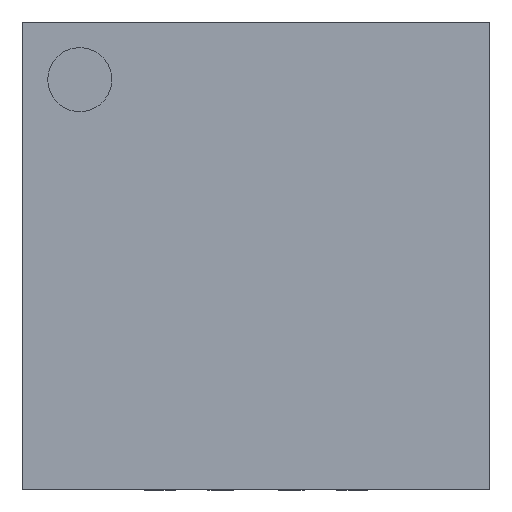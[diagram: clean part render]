
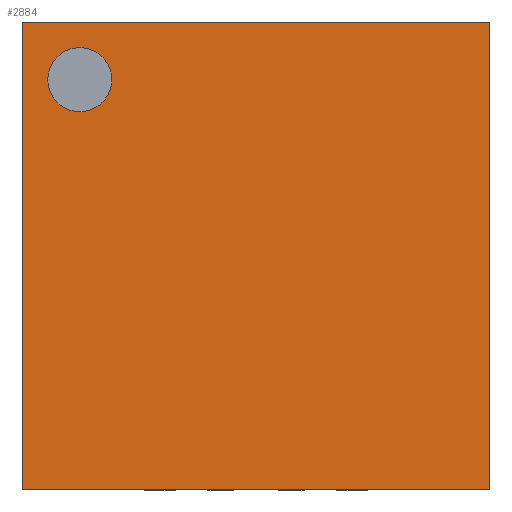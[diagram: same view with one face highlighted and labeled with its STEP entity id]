
A CAD part, top view. The second image highlights one B-rep face of the part: STEP entity #2884.
In plain terms, the highlighted planar face has unit normal (0, 0, 1).
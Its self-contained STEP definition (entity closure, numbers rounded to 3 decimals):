
#854=CARTESIAN_POINT('',(-1.125,1.375,1.0));
#855=VERTEX_POINT('',#854);
#864=CARTESIAN_POINT('',(-1.625,1.375,1.0));
#865=VERTEX_POINT('',#864);
#866=CARTESIAN_POINT('',(-1.375,1.375,1.0));
#867=DIRECTION('',(0.0,0.0,-1.0));
#868=DIRECTION('',(1.0,0.0,0.0));
#869=AXIS2_PLACEMENT_3D('',#866,#867,#868);
#870=CIRCLE('',#869,0.25);
#871=EDGE_CURVE('',#865,#855,#870,.T.);
#905=CARTESIAN_POINT('',(-1.375,1.375,1.0));
#906=DIRECTION('',(0.0,0.0,-1.0));
#907=DIRECTION('',(1.0,0.0,0.0));
#908=AXIS2_PLACEMENT_3D('',#905,#906,#907);
#909=CIRCLE('',#908,0.25);
#910=EDGE_CURVE('',#855,#865,#909,.T.);
#2635=CARTESIAN_POINT('',(-1.825,1.825,1.0));
#2636=VERTEX_POINT('',#2635);
#2643=CARTESIAN_POINT('',(1.825,1.825,1.0));
#2644=VERTEX_POINT('',#2643);
#2645=CARTESIAN_POINT('',(-1.825,1.825,1.0));
#2646=DIRECTION('',(1.0,0.0,0.0));
#2647=VECTOR('',#2646,3.65);
#2648=LINE('',#2645,#2647);
#2649=EDGE_CURVE('',#2636,#2644,#2648,.T.);
#2728=CARTESIAN_POINT('',(1.825,-1.825,1.0));
#2729=VERTEX_POINT('',#2728);
#2730=CARTESIAN_POINT('',(1.825,1.825,1.0));
#2731=DIRECTION('',(0.0,-1.0,0.0));
#2732=VECTOR('',#2731,3.65);
#2733=LINE('',#2730,#2732);
#2734=EDGE_CURVE('',#2644,#2729,#2733,.T.);
#2777=CARTESIAN_POINT('',(-1.825,-1.825,1.0));
#2778=VERTEX_POINT('',#2777);
#2779=CARTESIAN_POINT('',(1.825,-1.825,1.0));
#2780=DIRECTION('',(-1.0,0.0,0.0));
#2781=VECTOR('',#2780,3.65);
#2782=LINE('',#2779,#2781);
#2783=EDGE_CURVE('',#2729,#2778,#2782,.T.);
#2844=CARTESIAN_POINT('',(-1.825,-1.825,1.0));
#2845=DIRECTION('',(0.0,1.0,0.0));
#2846=VECTOR('',#2845,3.65);
#2847=LINE('',#2844,#2846);
#2848=EDGE_CURVE('',#2778,#2636,#2847,.T.);
#2869=CARTESIAN_POINT('',(0.0,0.,1.0));
#2870=DIRECTION('',(0.0,0.0,1.0));
#2871=DIRECTION('',(1.0,0.0,0.0));
#2872=AXIS2_PLACEMENT_3D('',#2869,#2870,#2871);
#2873=PLANE('',#2872);
#2874=ORIENTED_EDGE('',*,*,#2848,.F.);
#2875=ORIENTED_EDGE('',*,*,#2783,.F.);
#2876=ORIENTED_EDGE('',*,*,#2734,.F.);
#2877=ORIENTED_EDGE('',*,*,#2649,.F.);
#2878=EDGE_LOOP('',(#2874,#2875,#2876,#2877));
#2879=FACE_OUTER_BOUND('',#2878,.T.);
#2880=ORIENTED_EDGE('',*,*,#910,.T.);
#2881=ORIENTED_EDGE('',*,*,#871,.T.);
#2882=EDGE_LOOP('',(#2880,#2881));
#2883=FACE_BOUND('',#2882,.T.);
#2884=ADVANCED_FACE('',(#2879,#2883),#2873,.T.);
